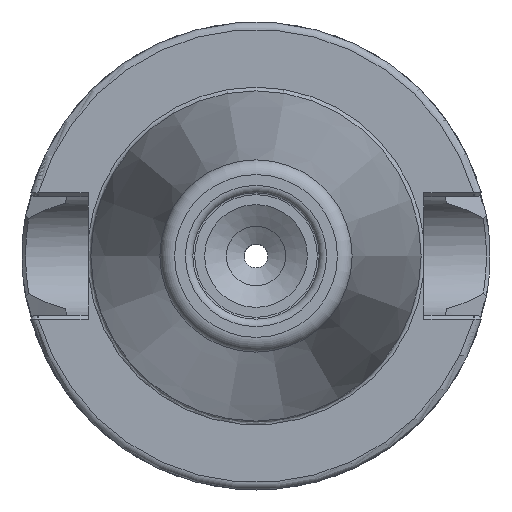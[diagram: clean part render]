
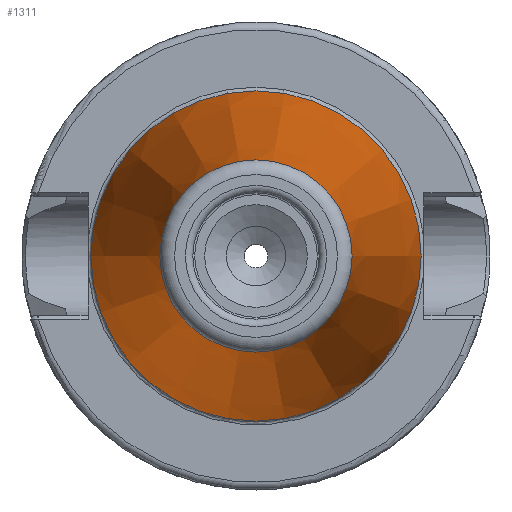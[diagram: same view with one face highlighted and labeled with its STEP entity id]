
A CAD part, left-side view. The second image highlights one B-rep face of the part: STEP entity #1311.
In plain terms, the highlighted conical face has half-angle 8.297 degrees and reference radius 17.581 mm.
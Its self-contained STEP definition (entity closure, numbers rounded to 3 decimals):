
#129=LINE('',#2861,#191);
#191=VECTOR('',#1754,17.581);
#263=FACE_OUTER_BOUND('',#334,.T.);
#334=EDGE_LOOP('',(#1127,#1128,#1129,#1130,#1131,#1132,#1133));
#405=CIRCLE('',#1439,12.937);
#406=CIRCLE('',#1440,12.937);
#407=CIRCLE('',#1441,12.937);
#409=CIRCLE('',#1444,22.225);
#410=CIRCLE('',#1445,22.225);
#596=VERTEX_POINT('',#2849);
#597=VERTEX_POINT('',#2850);
#598=VERTEX_POINT('',#2852);
#599=VERTEX_POINT('',#2857);
#600=VERTEX_POINT('',#2858);
#787=EDGE_CURVE('',#596,#597,#405,.T.);
#788=EDGE_CURVE('',#598,#596,#406,.T.);
#789=EDGE_CURVE('',#597,#598,#407,.T.);
#791=EDGE_CURVE('',#599,#600,#409,.T.);
#792=EDGE_CURVE('',#600,#599,#410,.T.);
#793=EDGE_CURVE('',#600,#598,#129,.T.);
#1127=ORIENTED_EDGE('',*,*,#791,.F.);
#1128=ORIENTED_EDGE('',*,*,#792,.F.);
#1129=ORIENTED_EDGE('',*,*,#793,.T.);
#1130=ORIENTED_EDGE('',*,*,#788,.T.);
#1131=ORIENTED_EDGE('',*,*,#787,.T.);
#1132=ORIENTED_EDGE('',*,*,#789,.T.);
#1133=ORIENTED_EDGE('',*,*,#793,.F.);
#1255=CONICAL_SURFACE('',#1443,17.581,0.145);
#1311=ADVANCED_FACE('',(#263),#1255,.T.);
#1439=AXIS2_PLACEMENT_3D('',#2851,#1740,#1741);
#1440=AXIS2_PLACEMENT_3D('',#2853,#1742,#1743);
#1441=AXIS2_PLACEMENT_3D('',#2854,#1744,#1745);
#1443=AXIS2_PLACEMENT_3D('',#2856,#1748,#1749);
#1444=AXIS2_PLACEMENT_3D('',#2859,#1750,#1751);
#1445=AXIS2_PLACEMENT_3D('',#2860,#1752,#1753);
#1740=DIRECTION('center_axis',(1.,0.,0.));
#1741=DIRECTION('ref_axis',(0.,0.,-1.));
#1742=DIRECTION('center_axis',(1.,0.,0.));
#1743=DIRECTION('ref_axis',(0.,0.,-1.));
#1744=DIRECTION('center_axis',(1.,0.,0.));
#1745=DIRECTION('ref_axis',(0.,0.,-1.));
#1748=DIRECTION('center_axis',(1.,0.,0.));
#1749=DIRECTION('ref_axis',(0.,1.,0.));
#1750=DIRECTION('center_axis',(1.,0.,0.));
#1751=DIRECTION('ref_axis',(0.,0.,-1.));
#1752=DIRECTION('center_axis',(1.,0.,0.));
#1753=DIRECTION('ref_axis',(0.,0.,-1.));
#1754=DIRECTION('',(-0.99,0.144,0.));
#2849=CARTESIAN_POINT('',(-63.689,12.937,0.));
#2850=CARTESIAN_POINT('',(-63.689,0.,12.937));
#2851=CARTESIAN_POINT('Origin',(-63.689,0.,
0.));
#2852=CARTESIAN_POINT('',(-63.689,-12.937,0.));
#2853=CARTESIAN_POINT('Origin',(-63.689,0.,
0.));
#2854=CARTESIAN_POINT('Origin',(-63.689,0.,
0.));
#2856=CARTESIAN_POINT('Origin',(-31.844,0.,
0.));
#2857=CARTESIAN_POINT('',(0.,22.225,0.));
#2858=CARTESIAN_POINT('',(0.,-22.225,0.));
#2859=CARTESIAN_POINT('Origin',(0.,0.,
0.));
#2860=CARTESIAN_POINT('Origin',(0.,0.,
0.));
#2861=CARTESIAN_POINT('',(-31.844,-17.581,0.));
